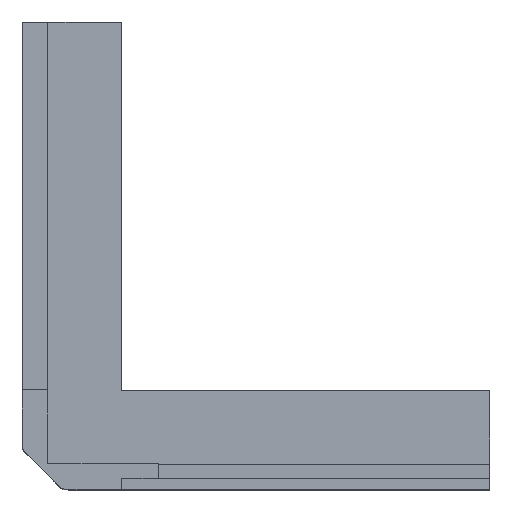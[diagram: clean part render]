
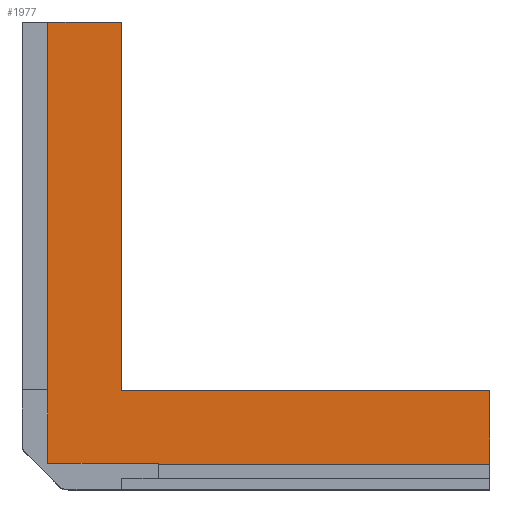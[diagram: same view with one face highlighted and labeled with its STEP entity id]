
A CAD part, top view. The second image highlights one B-rep face of the part: STEP entity #1977.
In plain terms, the highlighted planar face has unit normal (0, 0, 1).
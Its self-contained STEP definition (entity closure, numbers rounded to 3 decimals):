
#15 = DIRECTION ( 'NONE',  ( 0., -1., 0. ) ) ;
#57 = DIRECTION ( 'NONE',  ( -1., 0., 0. ) ) ;
#117 = VECTOR ( 'NONE', #2052, 1000. ) ;
#167 = EDGE_CURVE ( 'NONE', #354, #602, #1747, .T. ) ;
#172 = CARTESIAN_POINT ( 'NONE',  ( 27., 127., -20. ) ) ;
#202 = DIRECTION ( 'NONE',  ( -1., 0., 0. ) ) ;
#216 = AXIS2_PLACEMENT_3D ( 'NONE', #358, #1655, #57 ) ;
#229 = LINE ( 'NONE', #1662, #593 ) ;
#240 = DIRECTION ( 'NONE',  ( -1., 0., 0. ) ) ;
#251 = CARTESIAN_POINT ( 'NONE',  ( 27., 127., -20. ) ) ;
#287 = LINE ( 'NONE', #2027, #117 ) ;
#323 = EDGE_CURVE ( 'NONE', #2025, #990, #229, .T. ) ;
#340 = DIRECTION ( 'NONE',  ( 1., 0., 0. ) ) ;
#354 = VERTEX_POINT ( 'NONE', #1325 ) ;
#358 = CARTESIAN_POINT ( 'NONE',  ( 27., 7., -20. ) ) ;
#458 = ORIENTED_EDGE ( 'NONE', *, *, #323, .T. ) ;
#526 = ORIENTED_EDGE ( 'NONE', *, *, #167, .F. ) ;
#557 = FACE_OUTER_BOUND ( 'NONE', #1940, .T. ) ;
#592 = ORIENTED_EDGE ( 'NONE', *, *, #1338, .F. ) ;
#593 = VECTOR ( 'NONE', #240, 1000. ) ;
#602 = VERTEX_POINT ( 'NONE', #940 ) ;
#628 = VERTEX_POINT ( 'NONE', #1316 ) ;
#699 = VERTEX_POINT ( 'NONE', #172 ) ;
#700 = EDGE_CURVE ( 'NONE', #628, #699, #1761, .T. ) ;
#792 = EDGE_CURVE ( 'NONE', #602, #628, #287, .T. ) ;
#809 = LINE ( 'NONE', #1443, #1391 ) ;
#867 = VECTOR ( 'NONE', #340, 1000. ) ;
#874 = CARTESIAN_POINT ( 'NONE',  ( 127., 27., -20. ) ) ;
#885 = DIRECTION ( 'NONE',  ( 0., -1., 0. ) ) ;
#920 = VECTOR ( 'NONE', #202, 1000. ) ;
#940 = CARTESIAN_POINT ( 'NONE',  ( 7., 7., -20. ) ) ;
#944 = ORIENTED_EDGE ( 'NONE', *, *, #700, .F. ) ;
#990 = VERTEX_POINT ( 'NONE', #1725 ) ;
#1068 = ORIENTED_EDGE ( 'NONE', *, *, #1861, .F. ) ;
#1150 = ORIENTED_EDGE ( 'NONE', *, *, #792, .F. ) ;
#1305 = CARTESIAN_POINT ( 'NONE',  ( 7., 127., -20. ) ) ;
#1316 = CARTESIAN_POINT ( 'NONE',  ( 7., 127., -20. ) ) ;
#1325 = CARTESIAN_POINT ( 'NONE',  ( 127., 7., -20. ) ) ;
#1338 = EDGE_CURVE ( 'NONE', #2025, #354, #809, .T. ) ;
#1391 = VECTOR ( 'NONE', #15, 1000. ) ;
#1443 = CARTESIAN_POINT ( 'NONE',  ( 127., 27., -20. ) ) ;
#1655 = DIRECTION ( 'NONE',  ( 0., 0., -1. ) ) ;
#1662 = CARTESIAN_POINT ( 'NONE',  ( 27., 27., -20. ) ) ;
#1664 = PLANE ( 'NONE',  #216 ) ;
#1673 = LINE ( 'NONE', #251, #1675 ) ;
#1675 = VECTOR ( 'NONE', #885, 1000. ) ;
#1725 = CARTESIAN_POINT ( 'NONE',  ( 27., 27., -20. ) ) ;
#1747 = LINE ( 'NONE', #1946, #920 ) ;
#1761 = LINE ( 'NONE', #1305, #867 ) ;
#1861 = EDGE_CURVE ( 'NONE', #699, #990, #1673, .T. ) ;
#1940 = EDGE_LOOP ( 'NONE', ( #458, #1068, #944, #1150, #526, #592 ) ) ;
#1946 = CARTESIAN_POINT ( 'NONE',  ( 27., 7., -20. ) ) ;
#1977 = ADVANCED_FACE ( 'NONE', ( #557 ), #1664, .F. ) ;
#2025 = VERTEX_POINT ( 'NONE', #874 ) ;
#2027 = CARTESIAN_POINT ( 'NONE',  ( 7., 7., -20. ) ) ;
#2052 = DIRECTION ( 'NONE',  ( 0., 1., 0. ) ) ;
